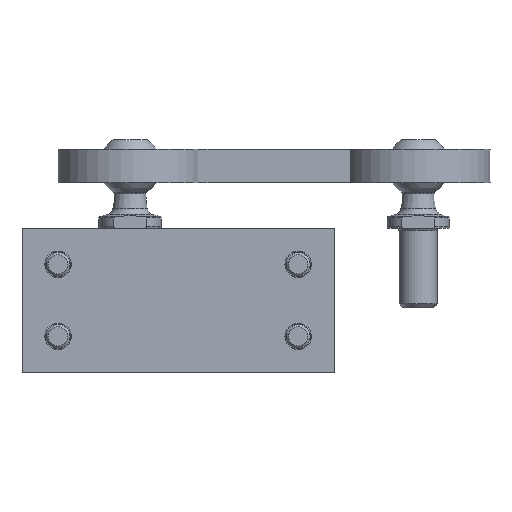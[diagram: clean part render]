
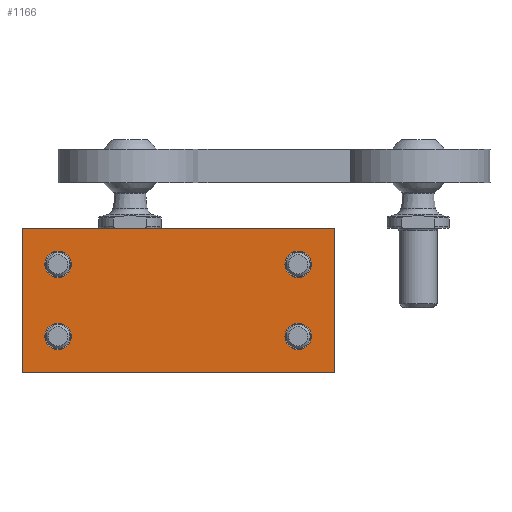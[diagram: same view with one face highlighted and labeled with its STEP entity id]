
A CAD part, front view. The second image highlights one B-rep face of the part: STEP entity #1166.
In plain terms, the highlighted planar face has unit normal (0, -1, 0).
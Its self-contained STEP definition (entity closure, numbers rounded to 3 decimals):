
#127=LINE('',#1875,#183);
#129=LINE('',#1887,#185);
#130=LINE('',#1889,#186);
#131=LINE('',#1891,#187);
#183=VECTOR('',#1481,1000.);
#185=VECTOR('',#1493,1000.);
#186=VECTOR('',#1494,1000.);
#187=VECTOR('',#1495,1000.);
#244=ORIENTED_EDGE('',*,*,#535,.F.);
#245=ORIENTED_EDGE('',*,*,#536,.F.);
#246=ORIENTED_EDGE('',*,*,#537,.F.);
#247=ORIENTED_EDGE('',*,*,#538,.F.);
#248=ORIENTED_EDGE('',*,*,#539,.T.);
#249=ORIENTED_EDGE('',*,*,#540,.F.);
#250=ORIENTED_EDGE('',*,*,#541,.F.);
#251=ORIENTED_EDGE('',*,*,#533,.T.);
#533=EDGE_CURVE('',#679,#678,#127,.T.);
#535=EDGE_CURVE('',#680,#680,#781,.T.);
#536=EDGE_CURVE('',#681,#681,#782,.T.);
#537=EDGE_CURVE('',#682,#682,#783,.T.);
#538=EDGE_CURVE('',#683,#683,#784,.T.);
#539=EDGE_CURVE('',#678,#684,#129,.T.);
#540=EDGE_CURVE('',#685,#684,#130,.T.);
#541=EDGE_CURVE('',#679,#685,#131,.T.);
#678=VERTEX_POINT('',#1874);
#679=VERTEX_POINT('',#1876);
#680=VERTEX_POINT('',#1880);
#681=VERTEX_POINT('',#1882);
#682=VERTEX_POINT('',#1884);
#683=VERTEX_POINT('',#1886);
#684=VERTEX_POINT('',#1888);
#685=VERTEX_POINT('',#1890);
#781=CIRCLE('',#1304,2.75);
#782=CIRCLE('',#1305,2.75);
#783=CIRCLE('',#1306,2.75);
#784=CIRCLE('',#1307,2.75);
#857=EDGE_LOOP('',(#244));
#858=EDGE_LOOP('',(#245));
#859=EDGE_LOOP('',(#246));
#860=EDGE_LOOP('',(#247));
#861=EDGE_LOOP('',(#248,#249,#250,#251));
#993=FACE_BOUND('',#857,.T.);
#994=FACE_BOUND('',#858,.T.);
#995=FACE_BOUND('',#859,.T.);
#996=FACE_BOUND('',#860,.T.);
#997=FACE_BOUND('',#861,.T.);
#1128=PLANE('',#1303);
#1166=ADVANCED_FACE('',(#993,#994,#995,#996,#997),#1128,.F.);
#1303=AXIS2_PLACEMENT_3D('',#1878,#1483,#1484);
#1304=AXIS2_PLACEMENT_3D('',#1879,#1485,#1486);
#1305=AXIS2_PLACEMENT_3D('',#1881,#1487,#1488);
#1306=AXIS2_PLACEMENT_3D('',#1883,#1489,#1490);
#1307=AXIS2_PLACEMENT_3D('',#1885,#1491,#1492);
#1481=DIRECTION('',(0.,0.,-1.));
#1483=DIRECTION('',(0.,1.,0.));
#1484=DIRECTION('',(0.,0.,1.));
#1485=DIRECTION('',(0.,-1.,0.));
#1486=DIRECTION('',(0.,0.,-1.));
#1487=DIRECTION('',(0.,-1.,0.));
#1488=DIRECTION('',(0.,0.,-1.));
#1489=DIRECTION('',(0.,-1.,0.));
#1490=DIRECTION('',(0.,0.,-1.));
#1491=DIRECTION('',(0.,-1.,0.));
#1492=DIRECTION('',(0.,0.,-1.));
#1493=DIRECTION('',(1.,0.,0.));
#1494=DIRECTION('',(0.,0.,-1.));
#1495=DIRECTION('',(1.,0.,0.));
#1874=CARTESIAN_POINT('',(0.,0.,-15.));
#1875=CARTESIAN_POINT('',(0.,0.,15.));
#1876=CARTESIAN_POINT('',(0.,0.,15.));
#1878=CARTESIAN_POINT('',(0.,0.,15.));
#1879=CARTESIAN_POINT('',(57.5,0.,-7.5));
#1880=CARTESIAN_POINT('',(57.5,0.,-10.25));
#1881=CARTESIAN_POINT('',(7.5,0.,-7.5));
#1882=CARTESIAN_POINT('',(7.5,0.,-10.25));
#1883=CARTESIAN_POINT('',(57.5,0.,7.5));
#1884=CARTESIAN_POINT('',(57.5,0.,4.75));
#1885=CARTESIAN_POINT('',(7.5,0.,7.5));
#1886=CARTESIAN_POINT('',(7.5,0.,4.75));
#1887=CARTESIAN_POINT('',(0.,0.,-15.));
#1888=CARTESIAN_POINT('',(65.,0.,-15.));
#1889=CARTESIAN_POINT('',(65.,0.,15.));
#1890=CARTESIAN_POINT('',(65.,0.,15.));
#1891=CARTESIAN_POINT('',(0.,0.,15.));
